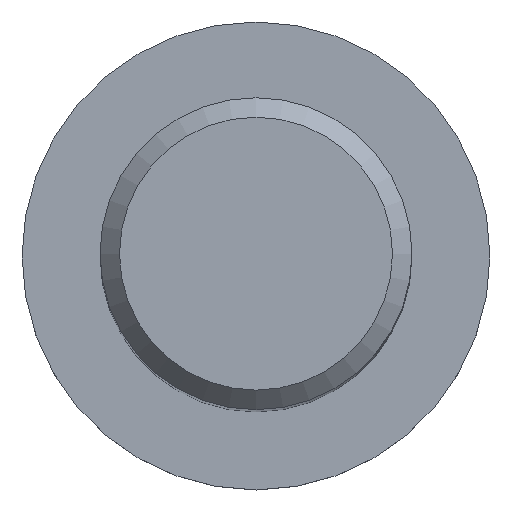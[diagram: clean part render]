
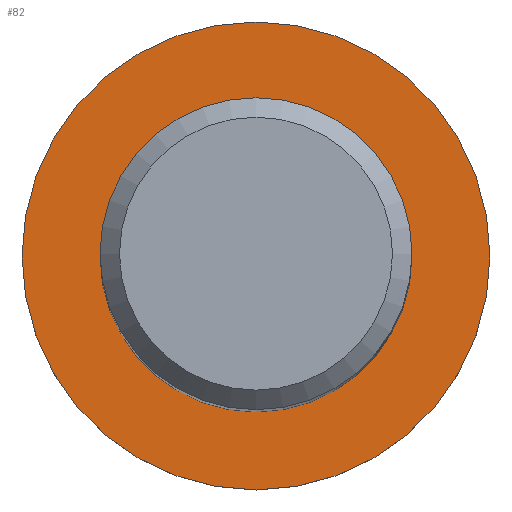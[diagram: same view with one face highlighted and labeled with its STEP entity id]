
A CAD part, top view. The second image highlights one B-rep face of the part: STEP entity #82.
In plain terms, the highlighted planar face has unit normal (0, 0, 1).
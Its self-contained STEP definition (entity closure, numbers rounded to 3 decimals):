
#20=PLANE('',#97);
#25=FACE_BOUND('',#44,.T.);
#32=FACE_OUTER_BOUND('',#43,.T.);
#43=EDGE_LOOP('',(#73));
#44=EDGE_LOOP('',(#74));
#47=CIRCLE('',#90,6.);
#50=CIRCLE('',#95,4.);
#53=VERTEX_POINT('',#134);
#56=VERTEX_POINT('',#142);
#59=EDGE_CURVE('',#53,#53,#47,.T.);
#62=EDGE_CURVE('',#56,#56,#50,.T.);
#73=ORIENTED_EDGE('',*,*,#59,.T.);
#74=ORIENTED_EDGE('',*,*,#62,.T.);
#82=ADVANCED_FACE('',(#32,#25),#20,.T.);
#90=AXIS2_PLACEMENT_3D('',#135,#110,#111);
#95=AXIS2_PLACEMENT_3D('',#143,#120,#121);
#97=AXIS2_PLACEMENT_3D('',#145,#124,#125);
#110=DIRECTION('center_axis',(0.,0.,1.));
#111=DIRECTION('ref_axis',(-1.,0.,0.));
#120=DIRECTION('center_axis',(0.,0.,-1.));
#121=DIRECTION('ref_axis',(-1.,0.,0.));
#124=DIRECTION('center_axis',(0.,0.,1.));
#125=DIRECTION('ref_axis',(1.,0.,0.));
#134=CARTESIAN_POINT('',(6.,0.,0.75));
#135=CARTESIAN_POINT('Origin',(0.,0.,0.75));
#142=CARTESIAN_POINT('',(4.,0.,0.75));
#143=CARTESIAN_POINT('Origin',(0.,0.,0.75));
#145=CARTESIAN_POINT('Origin',(0.,0.,
0.75));
